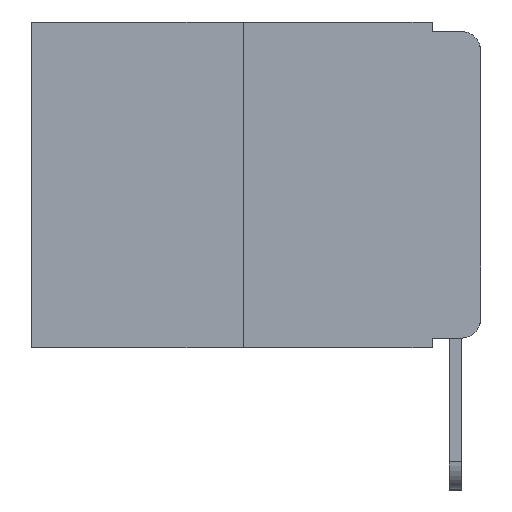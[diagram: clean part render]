
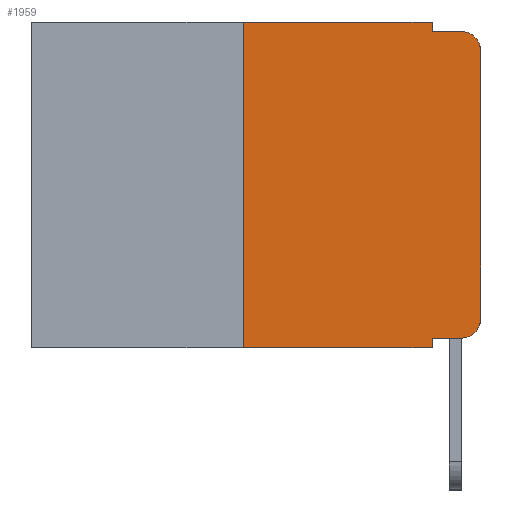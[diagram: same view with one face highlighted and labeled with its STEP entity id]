
A CAD part, left-side view. The second image highlights one B-rep face of the part: STEP entity #1959.
In plain terms, the highlighted planar face has unit normal (-1, 0, 0).
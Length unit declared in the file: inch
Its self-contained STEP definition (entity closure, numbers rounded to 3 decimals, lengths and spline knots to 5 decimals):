
#23 = DIRECTION ( 'NONE',  ( -1., 0., 0. ) ) ;
#505 = VERTEX_POINT ( 'NONE', #1038 ) ;
#577 = EDGE_CURVE ( 'NONE', #20645, #18376, #22717, .T. ) ;
#630 = LINE ( 'NONE', #17924, #10291 ) ;
#968 = CARTESIAN_POINT ( 'NONE',  ( 0., 0.051, -0.01 ) ) ;
#1038 = CARTESIAN_POINT ( 'NONE',  ( 0., 0.02, -0.01 ) ) ;
#1142 = DIRECTION ( 'NONE',  ( -1., 0., 0. ) ) ;
#1154 = EDGE_CURVE ( 'NONE', #19613, #20645, #15546, .T. ) ;
#1460 = VECTOR ( 'NONE', #12670, 39.37008 ) ;
#1527 = CARTESIAN_POINT ( 'NONE',  ( 0., 0.02, -0.313 ) ) ;
#1667 = CARTESIAN_POINT ( 'NONE',  ( 0., 0.051, -0.333 ) ) ;
#1959 = ADVANCED_FACE ( 'NONE', ( #2730 ), #23521, .F. ) ;
#1979 = EDGE_CURVE ( 'NONE', #18376, #505, #16322, .T. ) ;
#2509 = CARTESIAN_POINT ( 'NONE',  ( 0., 0.473, 0. ) ) ;
#2633 = VECTOR ( 'NONE', #17442, 39.37008 ) ;
#2646 = ORIENTED_EDGE ( 'NONE', *, *, #1154, .F. ) ;
#2730 = FACE_OUTER_BOUND ( 'NONE', #9253, .T. ) ;
#3306 = CARTESIAN_POINT ( 'NONE',  ( 0., 0.25, 0. ) ) ;
#3309 = ORIENTED_EDGE ( 'NONE', *, *, #16892, .T. ) ;
#3718 = EDGE_CURVE ( 'NONE', #7437, #18405, #7412, .T. ) ;
#4010 = ORIENTED_EDGE ( 'NONE', *, *, #577, .F. ) ;
#4470 = LINE ( 'NONE', #12529, #8955 ) ;
#4714 = ORIENTED_EDGE ( 'NONE', *, *, #16128, .F. ) ;
#5244 = DIRECTION ( 'NONE',  ( 0., 0., -1. ) ) ;
#6169 = AXIS2_PLACEMENT_3D ( 'NONE', #1527, #1142, #5244 ) ;
#6315 = EDGE_CURVE ( 'NONE', #12796, #7437, #13345, .T. ) ;
#6987 = DIRECTION ( 'NONE',  ( 0., 0., 1. ) ) ;
#7412 = CIRCLE ( 'NONE', #6169, 0.02 ) ;
#7437 = VERTEX_POINT ( 'NONE', #16702 ) ;
#8178 = ORIENTED_EDGE ( 'NONE', *, *, #1979, .F. ) ;
#8464 = VECTOR ( 'NONE', #13037, 39.37008 ) ;
#8955 = VECTOR ( 'NONE', #6987, 39.37008 ) ;
#9253 = EDGE_LOOP ( 'NONE', ( #3309, #16044, #8178, #4010, #2646, #4714, #15996, #19029, #14443, #14713 ) ) ;
#9460 = LINE ( 'NONE', #12636, #17345 ) ;
#10291 = VECTOR ( 'NONE', #19689, 39.37008 ) ;
#11553 = CARTESIAN_POINT ( 'NONE',  ( 0., 0.02, -0.03 ) ) ;
#11693 = CARTESIAN_POINT ( 'NONE',  ( 0., 0.051, -0.343 ) ) ;
#11950 = AXIS2_PLACEMENT_3D ( 'NONE', #11553, #23, #13363 ) ;
#12056 = DIRECTION ( 'NONE',  ( 0., -1., 0. ) ) ;
#12386 = AXIS2_PLACEMENT_3D ( 'NONE', #23665, #14272, #14327 ) ;
#12529 = CARTESIAN_POINT ( 'NONE',  ( 0., 0., 0. ) ) ;
#12636 = CARTESIAN_POINT ( 'NONE',  ( 0., 0.473, -0.343 ) ) ;
#12670 = DIRECTION ( 'NONE',  ( 0., -1., 0. ) ) ;
#12796 = VERTEX_POINT ( 'NONE', #20219 ) ;
#12854 = CIRCLE ( 'NONE', #11950, 0.02 ) ;
#13037 = DIRECTION ( 'NONE',  ( 0., -1., 0. ) ) ;
#13345 = LINE ( 'NONE', #1667, #8464 ) ;
#13363 = DIRECTION ( 'NONE',  ( 0., 0., -1. ) ) ;
#13758 = EDGE_CURVE ( 'NONE', #12796, #19904, #18439, .T. ) ;
#13771 = VERTEX_POINT ( 'NONE', #19194 ) ;
#13939 = VERTEX_POINT ( 'NONE', #22184 ) ;
#14272 = DIRECTION ( 'NONE',  ( 1., 0., 0. ) ) ;
#14327 = DIRECTION ( 'NONE',  ( 0., 0., -1. ) ) ;
#14443 = ORIENTED_EDGE ( 'NONE', *, *, #6315, .T. ) ;
#14713 = ORIENTED_EDGE ( 'NONE', *, *, #3718, .T. ) ;
#14991 = VECTOR ( 'NONE', #12056, 39.37008 ) ;
#15546 = LINE ( 'NONE', #2509, #14991 ) ;
#15679 = EDGE_CURVE ( 'NONE', #13939, #505, #12854, .T. ) ;
#15800 = DIRECTION ( 'NONE',  ( 0., 0., -1. ) ) ;
#15996 = ORIENTED_EDGE ( 'NONE', *, *, #23030, .T. ) ;
#16013 = CARTESIAN_POINT ( 'NONE',  ( 0., 0., -0.313 ) ) ;
#16025 = CARTESIAN_POINT ( 'NONE',  ( 0., 0.051, 0. ) ) ;
#16044 = ORIENTED_EDGE ( 'NONE', *, *, #15679, .T. ) ;
#16128 = EDGE_CURVE ( 'NONE', #13771, #19613, #630, .T. ) ;
#16297 = CARTESIAN_POINT ( 'NONE',  ( 0., 0.051, -0.01 ) ) ;
#16322 = LINE ( 'NONE', #16297, #1460 ) ;
#16702 = CARTESIAN_POINT ( 'NONE',  ( 0., 0.02, -0.333 ) ) ;
#16892 = EDGE_CURVE ( 'NONE', #18405, #13939, #4470, .T. ) ;
#17345 = VECTOR ( 'NONE', #18000, 39.37008 ) ;
#17363 = CARTESIAN_POINT ( 'NONE',  ( 0., 0.051, 0. ) ) ;
#17442 = DIRECTION ( 'NONE',  ( 0., 0., -1. ) ) ;
#17528 = VECTOR ( 'NONE', #15800, 39.37008 ) ;
#17924 = CARTESIAN_POINT ( 'NONE',  ( 0., 0.25, 0. ) ) ;
#18000 = DIRECTION ( 'NONE',  ( 0., -1., 0. ) ) ;
#18376 = VERTEX_POINT ( 'NONE', #968 ) ;
#18405 = VERTEX_POINT ( 'NONE', #16013 ) ;
#18439 = LINE ( 'NONE', #17363, #2633 ) ;
#19029 = ORIENTED_EDGE ( 'NONE', *, *, #13758, .F. ) ;
#19194 = CARTESIAN_POINT ( 'NONE',  ( 0., 0.25, -0.343 ) ) ;
#19613 = VERTEX_POINT ( 'NONE', #3306 ) ;
#19689 = DIRECTION ( 'NONE',  ( 0., 0., 1. ) ) ;
#19904 = VERTEX_POINT ( 'NONE', #11693 ) ;
#20219 = CARTESIAN_POINT ( 'NONE',  ( 0., 0.051, -0.333 ) ) ;
#20645 = VERTEX_POINT ( 'NONE', #22336 ) ;
#22184 = CARTESIAN_POINT ( 'NONE',  ( 0., 0., -0.03 ) ) ;
#22336 = CARTESIAN_POINT ( 'NONE',  ( 0., 0.051, 0. ) ) ;
#22717 = LINE ( 'NONE', #16025, #17528 ) ;
#23030 = EDGE_CURVE ( 'NONE', #13771, #19904, #9460, .T. ) ;
#23521 = PLANE ( 'NONE',  #12386 ) ;
#23665 = CARTESIAN_POINT ( 'NONE',  ( 0., 0.473, 0. ) ) ;
